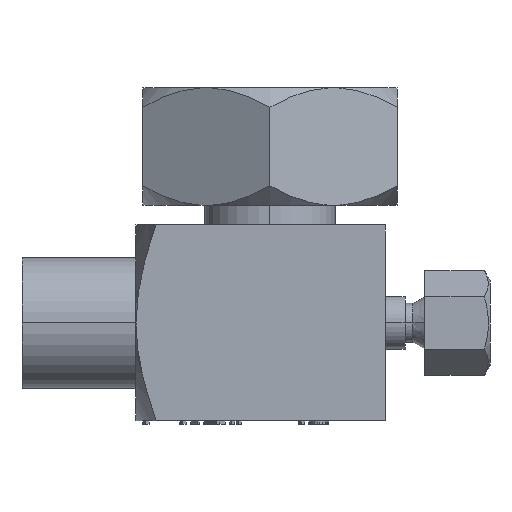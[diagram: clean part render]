
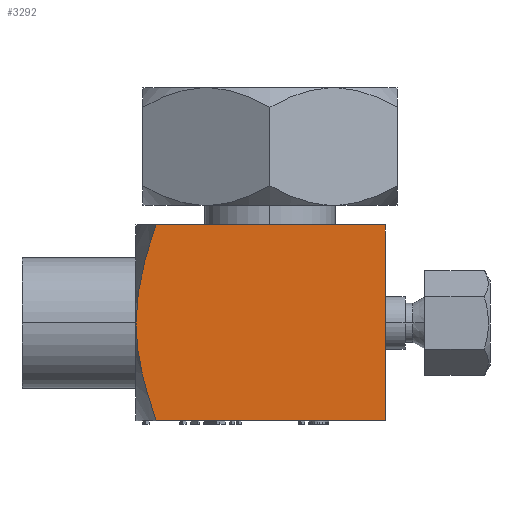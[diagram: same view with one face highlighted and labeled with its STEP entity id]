
A CAD part, front view. The second image highlights one B-rep face of the part: STEP entity #3292.
In plain terms, the highlighted planar face has unit normal (0, -1, 0).
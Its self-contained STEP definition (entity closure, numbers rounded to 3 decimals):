
#14=DIRECTION('',(0.,0.,1.));
#15=VECTOR('',#14,30.);
#16=CARTESIAN_POINT('',(5.,-15.,-15.));
#17=LINE('',#16,#15);
#28=CARTESIAN_POINT('',(-30.093,-15.,15.));
#198=DIRECTION('',(-1.,0.,0.));
#199=VECTOR('',#198,35.093);
#200=CARTESIAN_POINT('',(5.,-15.,-15.));
#201=LINE('',#200,#199);
#630=CARTESIAN_POINT('',(-30.093,-15.,-15.));
#631=CARTESIAN_POINT('',(-30.409,-15.,-14.108));
#632=CARTESIAN_POINT('',(-30.982,-15.,-12.405));
#633=CARTESIAN_POINT('',(-31.663,-15.,-10.138));
#634=CARTESIAN_POINT('',(-32.208,-15.,-8.032));
#635=CARTESIAN_POINT('',(-32.638,-15.,-6.009));
#636=CARTESIAN_POINT('',(-32.956,-15.,-4.013));
#637=CARTESIAN_POINT('',(-33.155,-15.,-2.012));
#638=CARTESIAN_POINT('',(-33.2,-15.,-0.672));
#639=CARTESIAN_POINT('',(-33.2,-15.,0.));
#641=CARTESIAN_POINT('',(-33.2,-15.,0.));
#642=CARTESIAN_POINT('',(-33.2,-15.,0.68));
#643=CARTESIAN_POINT('',(-33.154,-15.,2.035));
#644=CARTESIAN_POINT('',(-32.951,-15.,4.055));
#645=CARTESIAN_POINT('',(-32.628,-15.,6.063));
#646=CARTESIAN_POINT('',(-32.195,-15.,8.089));
#647=CARTESIAN_POINT('',(-31.648,-15.,10.189));
#648=CARTESIAN_POINT('',(-30.973,-15.,12.434));
#649=CARTESIAN_POINT('',(-30.405,-15.,14.119));
#650=CARTESIAN_POINT('',(-30.093,-15.,15.));
#652=DIRECTION('',(-1.,0.,0.));
#653=VECTOR('',#652,35.093);
#654=CARTESIAN_POINT('',(5.,-15.,15.));
#655=LINE('',#654,#653);
#2190=CARTESIAN_POINT('',(5.,-15.,15.));
#2192=VERTEX_POINT('',#2190);
#2196=CARTESIAN_POINT('',(5.,-15.,-15.));
#2197=VERTEX_POINT('',#2196);
#2202=CARTESIAN_POINT('',(-33.2,-15.,0.));
#2203=VERTEX_POINT('',#2202);
#2206=VERTEX_POINT('',#28);
#2208=VERTEX_POINT('',#630);
#3280=CARTESIAN_POINT('',(5.,-15.,15.));
#3281=DIRECTION('',(0.,-1.,0.));
#3282=DIRECTION('',(0.,0.,-1.));
#3283=AXIS2_PLACEMENT_3D('',#3280,#3281,#3282);
#3284=PLANE('',#3283);
#3285=ORIENTED_EDGE('',*,*,#3012,.T.);
#3286=ORIENTED_EDGE('',*,*,#2817,.T.);
#3287=ORIENTED_EDGE('',*,*,#2798,.F.);
#3288=ORIENTED_EDGE('',*,*,#2775,.F.);
#3289=ORIENTED_EDGE('',*,*,#3026,.T.);
#3290=EDGE_LOOP('',(#3285,#3286,#3287,#3288,#3289));
#3291=FACE_OUTER_BOUND('',#3290,.F.);
#3292=ADVANCED_FACE('',(#3291),#3284,.T.);
#640=B_SPLINE_CURVE_WITH_KNOTS('',3,(#630,#631,#632,#633,#634,#635,#636,#637,
#638,#639),.UNSPECIFIED.,.F.,.F.,(4,1,1,1,1,1,1,4),(0.,0.143,
0.286,0.429,0.571,0.714,
0.857,1.),.UNSPECIFIED.);
#651=B_SPLINE_CURVE_WITH_KNOTS('',3,(#641,#642,#643,#644,#645,#646,#647,#648,
#649,#650),.UNSPECIFIED.,.F.,.F.,(4,1,1,1,1,1,1,4),(0.,0.143,
0.286,0.429,0.571,0.714,
0.857,1.),.UNSPECIFIED.);
#2775=EDGE_CURVE('',#2197,#2192,#17,.T.);
#2798=EDGE_CURVE('',#2192,#2206,#655,.T.);
#2817=EDGE_CURVE('',#2203,#2206,#651,.T.);
#3012=EDGE_CURVE('',#2208,#2203,#640,.T.);
#3026=EDGE_CURVE('',#2197,#2208,#201,.T.);
